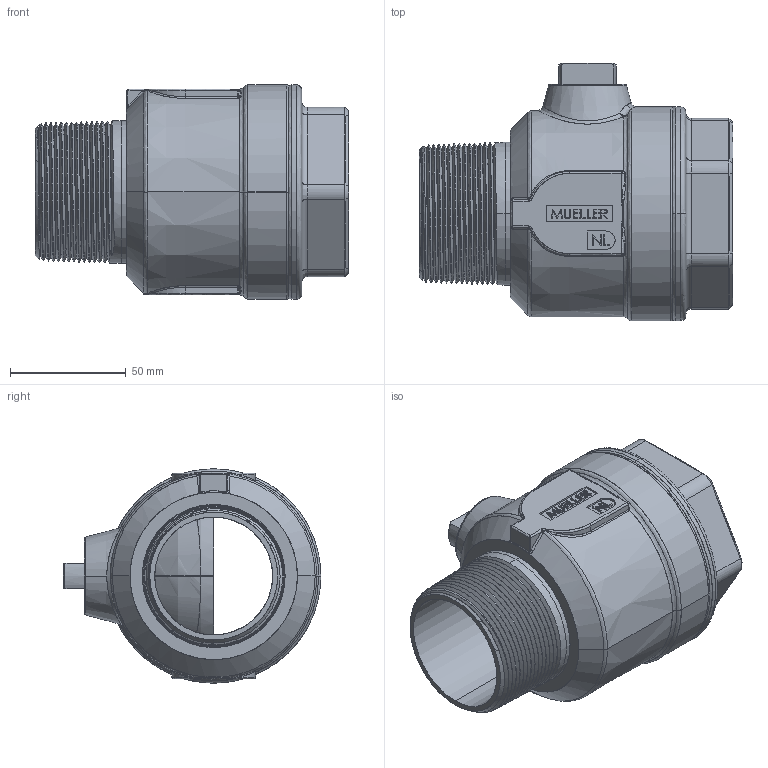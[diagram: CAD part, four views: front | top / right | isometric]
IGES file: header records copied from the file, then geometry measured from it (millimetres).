
Start section: SolidWorks IGES file using analytic representation for surfaces
Global section: file name: B20046    550N.IGS; native system: SolidWorks 2015; preprocessor: SolidWorks 2015; author: rbonds; date: 160808.142444; units: millimetre
Bounding box: 135.41 x 111.21 x 92.48 mm (x, y, z)
Surface area: 134984.8 mm2 (no closed solid volume)
Topology: 0 solids, 0 shells, 550 faces, 9492 edges, 9475 vertices
Faces by surface type: bspline 349, revolution 201
